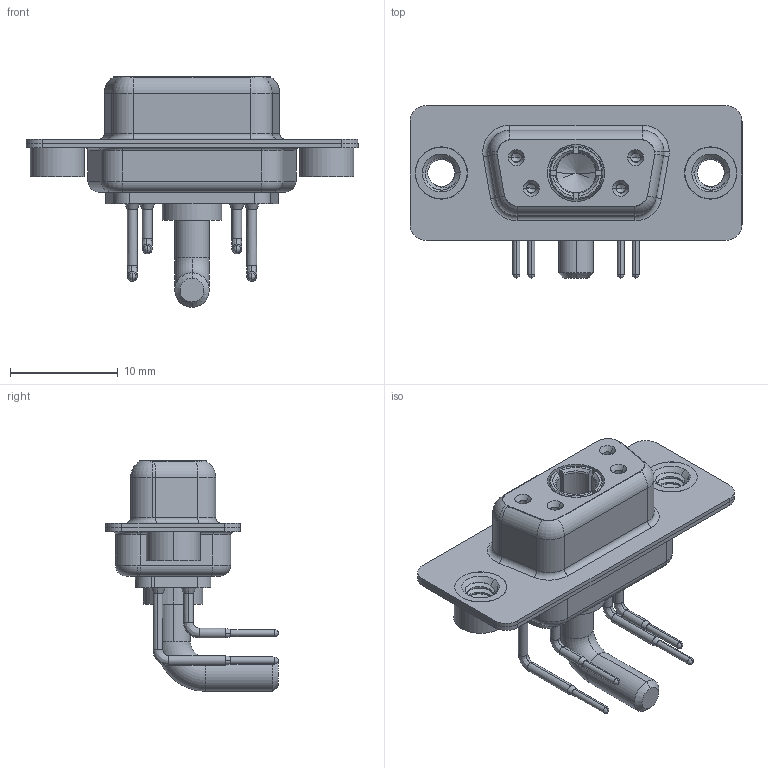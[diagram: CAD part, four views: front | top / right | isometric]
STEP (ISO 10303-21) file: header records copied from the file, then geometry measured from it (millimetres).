
FILE_DESCRIPTION (( 'STEP AP203' ), '1' );
FILE_NAME ('630-5W1-640-3TA.STEP', '2022-05-27T11:04:08', ( '' ), ( '' ), 'SwSTEP 2.0', 'SolidWorks 2020', '' );
FILE_SCHEMA (( 'CONFIG_CONTROL_DESIGN' ));
Length unit declared in the file: millimetre
Products named in the file (8): 630Combo Shell Rear_09 Contacts; 630Combo Threaded Rivet_A; 630-5W1-640-3TA; 630Combo Shell Front_09 Contacts; Power Socket_30A RA; 630Combo Contact Row 1; 630Combo Housing_5W1; 630Combo Contact Row 2
Assembly tree (10 placements, depth 2):
  630-5W1-640-3TA
    630Combo Housing_5W1
    630Combo Shell Front_09 Contacts
    630Combo Shell Rear_09 Contacts
    630Combo Threaded Rivet_A  x2
    Power Socket_30A RA
    630Combo Contact Row 1  x2
    630Combo Contact Row 2  x2
Bounding box: 30.8 x 16 x 21.4 mm (x, y, z)
Volume: 1827.3 mm3; surface area: 4412 mm2
Topology: 11 solids, 11 shells, 563 faces, 1417 edges, 892 vertices
Faces by surface type: cylinder 252, plane 156, cone 69, torus 63, bspline 23
Entity records: 16225 total; most frequent: CARTESIAN_POINT 4345, DIRECTION 2442, ORIENTED_EDGE 2234, EDGE_CURVE 1117, AXIS2_PLACEMENT_3D 998, VERTEX_POINT 710, CIRCLE 544, EDGE_LOOP 507
